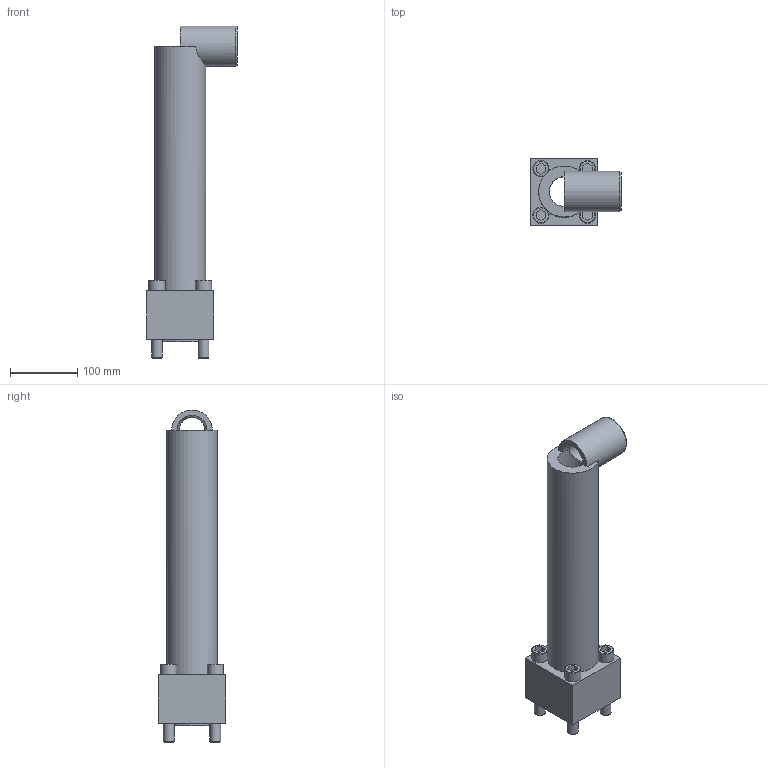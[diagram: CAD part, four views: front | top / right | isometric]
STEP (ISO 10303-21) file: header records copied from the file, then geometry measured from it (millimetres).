
FILE_DESCRIPTION(/* description */ ('STEP AP203'),/* implementation_level */ '2;1');
FILE_NAME(/* name */ 'Elbow Flange WFA 40-3-60.3x8-01',/* time_stamp */ '2025-01-07T10:37:53+01:00',/* author */ ('License CC BY-ND 4.0'),/* organization */ ('CADENAS'),/* preprocessor_version */ 'ST-DEVELOPER v19.3',/* originating_system */ 'PARTsolutions',/* authorisation */ ' ');
FILE_SCHEMA (('CONFIG_CONTROL_DESIGN'));
Length unit declared in the file: millimetre
Products named in the file (1): Winkelflansch WFA 40-3-60.3x8-01
Bounding box: 135 x 100 x 494.15 mm (x, y, z)
Volume: 1848443.8 mm3; surface area: 228719.4 mm2
Topology: 1 solids, 3 shells, 81 faces, 195 edges, 127 vertices
Faces by surface type: plane 50, cylinder 18, torus 7, cone 5, sphere 1
Full cylindrical faces by diameter (mm): 16 x4, 38 x1, 44.3 x1, 44.5 x1, 53 x2, 60.3 x1, 63.66 x2, 76 x2
Entity records: 2246 total; most frequent: CARTESIAN_POINT 461, DIRECTION 366, ORIENTED_EDGE 318, EDGE_CURVE 159, AXIS2_PLACEMENT_3D 135, EDGE_LOOP 119, FACE_BOUND 119, VERTEX_POINT 114
